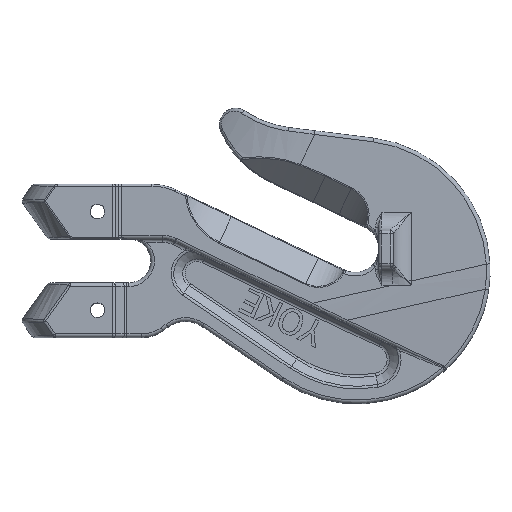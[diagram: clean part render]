
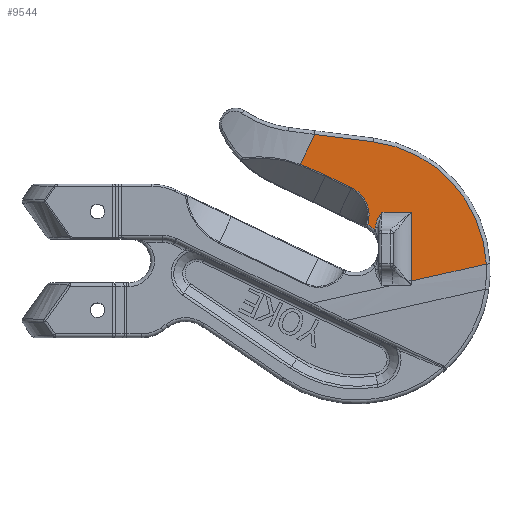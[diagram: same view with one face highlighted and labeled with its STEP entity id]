
A CAD part, top view. The second image highlights one B-rep face of the part: STEP entity #9544.
In plain terms, the highlighted planar face has unit normal (0, 0, 1).
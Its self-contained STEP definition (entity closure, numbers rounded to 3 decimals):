
#144=PLANE('',#10169);
#359=LINE('',#13369,#1044);
#361=LINE('',#13497,#1046);
#362=LINE('',#13508,#1047);
#363=LINE('',#13510,#1048);
#364=LINE('',#13512,#1049);
#365=LINE('',#13516,#1050);
#366=LINE('',#13517,#1051);
#1044=VECTOR('',#10959,10.);
#1046=VECTOR('',#10969,10.);
#1047=VECTOR('',#10970,10.);
#1048=VECTOR('',#10971,10.);
#1049=VECTOR('',#10972,10.);
#1050=VECTOR('',#10975,10.);
#1051=VECTOR('',#10976,10.);
#1858=FACE_OUTER_BOUND('',#2475,.T.);
#2475=EDGE_LOOP('',(#6343,#6344,#6345,#6346,#6347,#6348,#6349,#6350,#6351,
#6352,#6353,#6354));
#3132=B_SPLINE_CURVE_WITH_KNOTS('',3,(#13404,#13405,#13406,#13407,#13408,
#13409),.UNSPECIFIED.,.F.,.F.,(4,1,1,4),(-1.199,-0.856,
-0.514,0.),.UNSPECIFIED.);
#3138=B_SPLINE_CURVE_WITH_KNOTS('',3,(#13499,#13500,#13501,#13502,#13503,
#13504,#13505,#13506),.UNSPECIFIED.,.F.,.F.,(4,2,1,1,4),(-0.466,
-0.465,-0.279,-0.186,0.),
 .UNSPECIFIED.);
#3529=CIRCLE('',#10163,102.353);
#3534=CIRCLE('',#10170,7.5);
#3535=CIRCLE('',#10171,35.522);
#3904=VERTEX_POINT('',#13332);
#3906=VERTEX_POINT('',#13361);
#3908=VERTEX_POINT('',#13367);
#3910=VERTEX_POINT('',#13402);
#3913=VERTEX_POINT('',#13494);
#3914=VERTEX_POINT('',#13496);
#3915=VERTEX_POINT('',#13498);
#3916=VERTEX_POINT('',#13507);
#3917=VERTEX_POINT('',#13509);
#3918=VERTEX_POINT('',#13511);
#3919=VERTEX_POINT('',#13513);
#3920=VERTEX_POINT('',#13515);
#4823=EDGE_CURVE('',#3906,#3904,#3529,.T.);
#4826=EDGE_CURVE('',#3908,#3906,#359,.T.);
#4829=EDGE_CURVE('',#3910,#3908,#3132,.T.);
#4836=EDGE_CURVE('',#3913,#3910,#3534,.T.);
#4837=EDGE_CURVE('',#3914,#3913,#361,.T.);
#4838=EDGE_CURVE('',#3915,#3914,#3138,.T.);
#4839=EDGE_CURVE('',#3916,#3915,#362,.T.);
#4840=EDGE_CURVE('',#3917,#3916,#363,.T.);
#4841=EDGE_CURVE('',#3918,#3917,#364,.T.);
#4842=EDGE_CURVE('',#3919,#3918,#3535,.T.);
#4843=EDGE_CURVE('',#3920,#3919,#365,.T.);
#4844=EDGE_CURVE('',#3920,#3904,#366,.T.);
#6343=ORIENTED_EDGE('',*,*,#4823,.F.);
#6344=ORIENTED_EDGE('',*,*,#4826,.F.);
#6345=ORIENTED_EDGE('',*,*,#4829,.F.);
#6346=ORIENTED_EDGE('',*,*,#4836,.F.);
#6347=ORIENTED_EDGE('',*,*,#4837,.F.);
#6348=ORIENTED_EDGE('',*,*,#4838,.F.);
#6349=ORIENTED_EDGE('',*,*,#4839,.F.);
#6350=ORIENTED_EDGE('',*,*,#4840,.F.);
#6351=ORIENTED_EDGE('',*,*,#4841,.F.);
#6352=ORIENTED_EDGE('',*,*,#4842,.F.);
#6353=ORIENTED_EDGE('',*,*,#4843,.F.);
#6354=ORIENTED_EDGE('',*,*,#4844,.T.);
#9544=ADVANCED_FACE('',(#1858),#144,.T.);
#10163=AXIS2_PLACEMENT_3D('',#13363,#10951,#10952);
#10169=AXIS2_PLACEMENT_3D('',#13493,#10965,#10966);
#10170=AXIS2_PLACEMENT_3D('',#13495,#10967,#10968);
#10171=AXIS2_PLACEMENT_3D('',#13514,#10973,#10974);
#10951=DIRECTION('center_axis',(0.,0.,1.));
#10952=DIRECTION('ref_axis',(0.361,0.932,0.));
#10959=DIRECTION('',(-0.903,0.43,0.));
#10965=DIRECTION('center_axis',(0.,0.,1.));
#10966=DIRECTION('ref_axis',(1.,0.,0.));
#10967=DIRECTION('center_axis',(0.,0.,1.));
#10968=DIRECTION('ref_axis',(0.675,0.738,0.));
#10969=DIRECTION('',(0.,-1.,0.));
#10970=DIRECTION('',(-1.,0.,0.));
#10971=DIRECTION('',(0.,1.,0.));
#10972=DIRECTION('',(-0.976,-0.22,0.));
#10973=DIRECTION('center_axis',(0.,0.,-1.));
#10974=DIRECTION('ref_axis',(0.732,0.682,0.));
#10975=DIRECTION('',(0.992,-0.124,0.));
#10976=DIRECTION('',(-0.43,-0.903,0.));
#13332=CARTESIAN_POINT('',(55.525,26.427,10.5));
#13361=CARTESIAN_POINT('',(62.52,23.411,10.5));
#13363=CARTESIAN_POINT('Origin',(18.527,-69.005,10.5));
#13367=CARTESIAN_POINT('',(69.588,20.046,10.5));
#13369=CARTESIAN_POINT('',(63.164,23.104,10.5));
#13402=CARTESIAN_POINT('',(74.048,9.957,10.5));
#13404=CARTESIAN_POINT('Ctrl Pts',(74.048,9.957,10.5));
#13405=CARTESIAN_POINT('Ctrl Pts',(74.354,11.057,10.5));
#13406=CARTESIAN_POINT('Ctrl Pts',(74.547,13.373,10.5));
#13407=CARTESIAN_POINT('Ctrl Pts',(73.311,17.262,10.5));
#13408=CARTESIAN_POINT('Ctrl Pts',(71.135,19.31,10.5));
#13409=CARTESIAN_POINT('Ctrl Pts',(69.588,20.046,10.5));
#13493=CARTESIAN_POINT('Origin',(56.887,8.257,10.5));
#13494=CARTESIAN_POINT('',(76.1,8.338,10.5));
#13495=CARTESIAN_POINT('Origin',(70.5,3.349,10.5));
#13496=CARTESIAN_POINT('',(76.1,9.106,10.5));
#13497=CARTESIAN_POINT('',(76.1,8.303,10.5));
#13498=CARTESIAN_POINT('',(77.9,13.349,10.5));
#13499=CARTESIAN_POINT('Ctrl Pts',(77.9,13.349,10.5));
#13500=CARTESIAN_POINT('Ctrl Pts',(77.898,13.347,10.5));
#13501=CARTESIAN_POINT('Ctrl Pts',(77.897,13.344,10.5));
#13502=CARTESIAN_POINT('Ctrl Pts',(77.552,12.824,10.5));
#13503=CARTESIAN_POINT('Ctrl Pts',(77.03,12.033,10.5));
#13504=CARTESIAN_POINT('Ctrl Pts',(76.346,10.649,10.5));
#13505=CARTESIAN_POINT('Ctrl Pts',(76.1,9.727,10.5));
#13506=CARTESIAN_POINT('Ctrl Pts',(76.1,9.106,10.5));
#13507=CARTESIAN_POINT('',(86.,13.349,10.5));
#13508=CARTESIAN_POINT('',(68.943,13.349,10.5));
#13509=CARTESIAN_POINT('',(86.,-5.483,10.5));
#13510=CARTESIAN_POINT('',(86.,3.303,10.5));
#13511=CARTESIAN_POINT('',(106.473,-0.872,10.5));
#13512=CARTESIAN_POINT('',(72.273,-8.574,10.5));
#13513=CARTESIAN_POINT('',(75.407,32.63,10.5));
#13514=CARTESIAN_POINT('Origin',(70.994,-2.616,10.5));
#13515=CARTESIAN_POINT('',(59.43,34.63,10.5));
#13516=CARTESIAN_POINT('',(67.792,33.583,10.5));
#13517=CARTESIAN_POINT('',(49.03,12.784,10.5));
